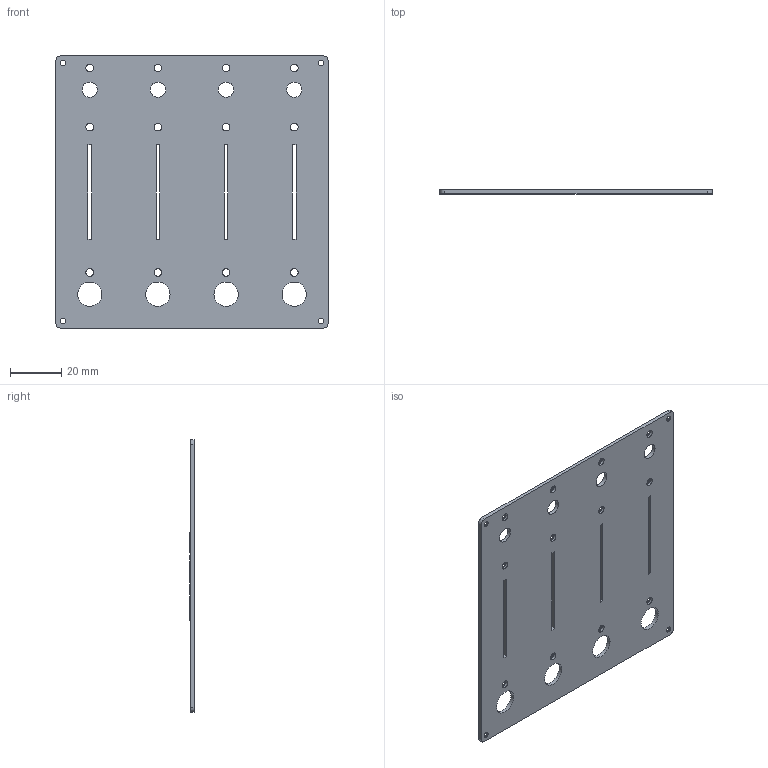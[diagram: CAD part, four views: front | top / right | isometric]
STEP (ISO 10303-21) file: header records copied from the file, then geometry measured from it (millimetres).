
FILE_DESCRIPTION(/* description */ (''),/* implementation_level */ '2;1');
FILE_NAME(/* name */ 'G3_PBF4_FP.stp',/* time_stamp */ '2018-03-05T14:32:21+01:00',/* author */ ('suku'),/* organization */ (''),/* preprocessor_version */ 'ST-DEVELOPER v16.1',/* originating_system */ 'Autodesk Inventor 2016',/* authorisation */ '');
FILE_SCHEMA (('AUTOMOTIVE_DESIGN { 1 0 10303 214 3 1 1 }'));
Length unit declared in the file: millimetre
Products named in the file (1): G3_PBF4_FP
Bounding box: 106.6 x 1.6 x 106.6 mm (x, y, z)
Volume: 15947.6 mm3; surface area: 22984.3 mm2
Topology: 18 solids, 18 shells, 338 faces, 870 edges, 580 vertices
Faces by surface type: plane 212, bspline 82, cylinder 40, cone 4
Full cylindrical faces by diameter (mm): 2.2 x4, 3 x12, 3.2 x12, 6 x4, 9.5 x4
Entity records: 10895 total; most frequent: CARTESIAN_POINT 3147, ORIENTED_EDGE 1652, DIRECTION 1260, EDGE_CURVE 826, LINE 578, VECTOR 578, VERTEX_POINT 576, EDGE_LOOP 456
